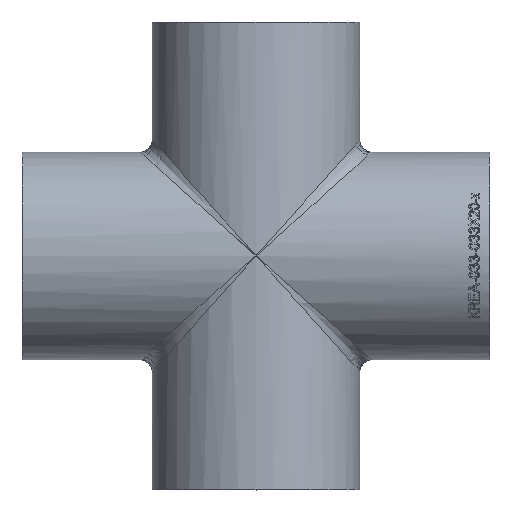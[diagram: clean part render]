
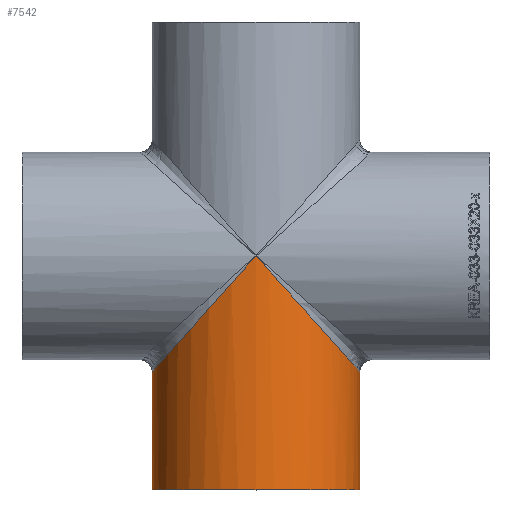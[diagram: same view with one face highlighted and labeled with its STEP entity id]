
A CAD part, top view. The second image highlights one B-rep face of the part: STEP entity #7542.
In plain terms, the highlighted cylindrical face has radius 16.85 mm (diameter 33.7 mm), a full revolution.
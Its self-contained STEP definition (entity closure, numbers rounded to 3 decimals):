
#87 =( BOUNDED_CURVE ( )  B_SPLINE_CURVE ( 3, ( #22653, #22542, #1663, #6876 ),
 .UNSPECIFIED., .F., .T. ) 
 B_SPLINE_CURVE_WITH_KNOTS ( ( 4, 4 ),
 ( 4.712, 7.854 ),
 .UNSPECIFIED. ) 
 CURVE ( )  GEOMETRIC_REPRESENTATION_ITEM ( )  RATIONAL_B_SPLINE_CURVE ( ( 1., 0.333, 0.333, 1. ) ) 
 REPRESENTATION_ITEM ( '' )  );
#946 = CARTESIAN_POINT ( 'NONE',  ( 0., 0., 16.85 ) ) ;
#1183 = CARTESIAN_POINT ( 'NONE',  ( 0., 0., -16.85 ) ) ;
#1280 = FACE_OUTER_BOUND ( 'NONE', #8110, .T. ) ;
#1663 = CARTESIAN_POINT ( 'NONE',  ( -33.7, -37.7, -16.85 ) ) ;
#2776 = CARTESIAN_POINT ( 'NONE',  ( 0., 38., 0. ) ) ;
#3192 =( BOUNDED_CURVE ( )  B_SPLINE_CURVE ( 3, ( #9847, #8235, #6268, #946 ),
 .UNSPECIFIED., .F., .T. ) 
 B_SPLINE_CURVE_WITH_KNOTS ( ( 4, 4 ),
 ( 1.571, 4.712 ),
 .UNSPECIFIED. ) 
 CURVE ( )  GEOMETRIC_REPRESENTATION_ITEM ( )  RATIONAL_B_SPLINE_CURVE ( ( 1., 0.333, 0.333, 1. ) ) 
 REPRESENTATION_ITEM ( '' )  );
#3727 = EDGE_CURVE ( 'NONE', #5829, #4640, #87, .T. ) ;
#4640 = VERTEX_POINT ( 'NONE', #1183 ) ;
#4914 = EDGE_CURVE ( 'NONE', #18207, #18207, #13433, .T. ) ;
#5829 = VERTEX_POINT ( 'NONE', #9359 ) ;
#6244 = FACE_OUTER_BOUND ( 'NONE', #11056, .T. ) ;
#6268 = CARTESIAN_POINT ( 'NONE',  ( 33.7, -37.7, 16.85 ) ) ;
#6403 = EDGE_CURVE ( 'NONE', #4640, #5829, #3192, .T. ) ;
#6592 = DIRECTION ( 'NONE',  ( 0., 0., -1. ) ) ;
#6876 = CARTESIAN_POINT ( 'NONE',  ( 0., 0., -16.85 ) ) ;
#7542 = ADVANCED_FACE ( 'NONE', ( #6244, #1280 ), #20172, .T. ) ;
#8110 = EDGE_LOOP ( 'NONE', ( #11841 ) ) ;
#8235 = CARTESIAN_POINT ( 'NONE',  ( 33.7, -37.7, -16.85 ) ) ;
#9359 = CARTESIAN_POINT ( 'NONE',  ( 0., 0., 16.85 ) ) ;
#9847 = CARTESIAN_POINT ( 'NONE',  ( 0., 0., -16.85 ) ) ;
#10534 = DIRECTION ( 'NONE',  ( 0., 1., 0. ) ) ;
#11056 = EDGE_LOOP ( 'NONE', ( #18582, #18647 ) ) ;
#11841 = ORIENTED_EDGE ( 'NONE', *, *, #4914, .T. ) ;
#13433 = CIRCLE ( 'NONE', #15670, 16.85 ) ;
#15670 = AXIS2_PLACEMENT_3D ( 'NONE', #17229, #10534, #19269 ) ;
#16640 = DIRECTION ( 'NONE',  ( 0., -1., 0. ) ) ;
#16924 = AXIS2_PLACEMENT_3D ( 'NONE', #2776, #16640, #6592 ) ;
#17229 = CARTESIAN_POINT ( 'NONE',  ( 0., -38., 0. ) ) ;
#18207 = VERTEX_POINT ( 'NONE', #21662 ) ;
#18582 = ORIENTED_EDGE ( 'NONE', *, *, #6403, .T. ) ;
#18647 = ORIENTED_EDGE ( 'NONE', *, *, #3727, .T. ) ;
#19269 = DIRECTION ( 'NONE',  ( 0., 0., 1. ) ) ;
#20172 = CYLINDRICAL_SURFACE ( 'NONE', #16924, 16.85 ) ;
#21662 = CARTESIAN_POINT ( 'NONE',  ( 0., -38., 16.85 ) ) ;
#22542 = CARTESIAN_POINT ( 'NONE',  ( -33.7, -37.7, 16.85 ) ) ;
#22653 = CARTESIAN_POINT ( 'NONE',  ( 0., 0., 16.85 ) ) ;
